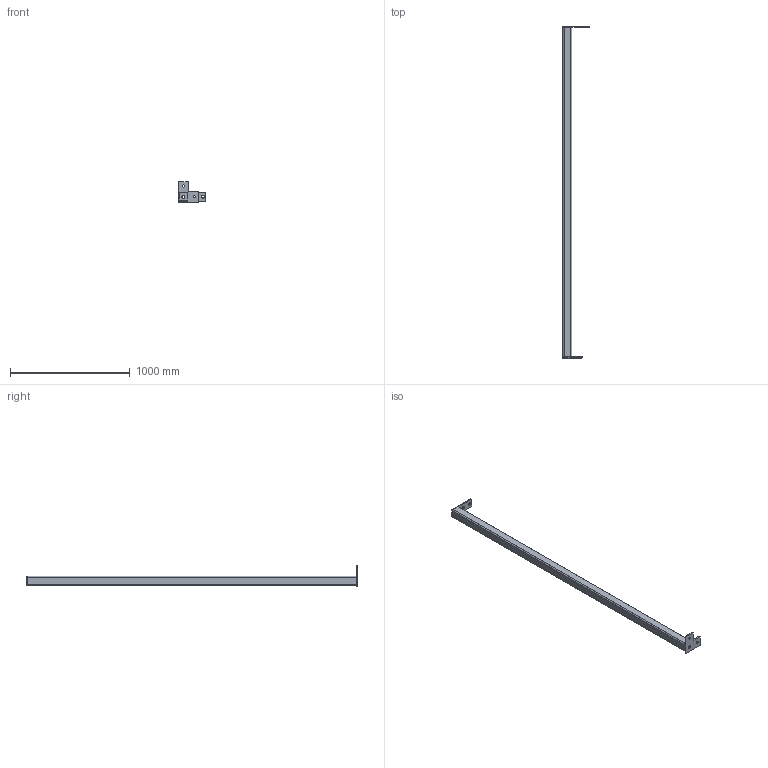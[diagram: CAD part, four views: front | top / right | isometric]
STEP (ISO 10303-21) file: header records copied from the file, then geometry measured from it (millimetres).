
FILE_DESCRIPTION (( 'STEP AP203' ), '1' );
FILE_NAME ('3982-27_REV_.step', '2026-01-19T05:54:13', ( '' ), ( '' ), 'SwSTEP 2.0', 'SolidWorks 2025', '' );
FILE_SCHEMA (( 'CONFIG_CONTROL_DESIGN' ));
Length unit declared in the file: millimetre
Products named in the file (4): 10-10; 10-13; 3982-27-10; 3982-27_REV_
Assembly tree (3 placements, depth 2):
  3982-27_REV_
    10-10
    3982-27-10
    10-13
Bounding box: 232.5 x 2771 x 170 mm (x, y, z)
Volume: 3343304.8 mm3; surface area: 1579930.1 mm2
Topology: 3 solids, 3 shells, 65 faces, 174 edges, 116 vertices
Faces by surface type: plane 35, cylinder 30
Entity records: 2490 total; most frequent: DIRECTION 376, CARTESIAN_POINT 361, ORIENTED_EDGE 348, EDGE_CURVE 174, AXIS2_PLACEMENT_3D 131, VERTEX_POINT 116, VECTOR 114, LINE 114
